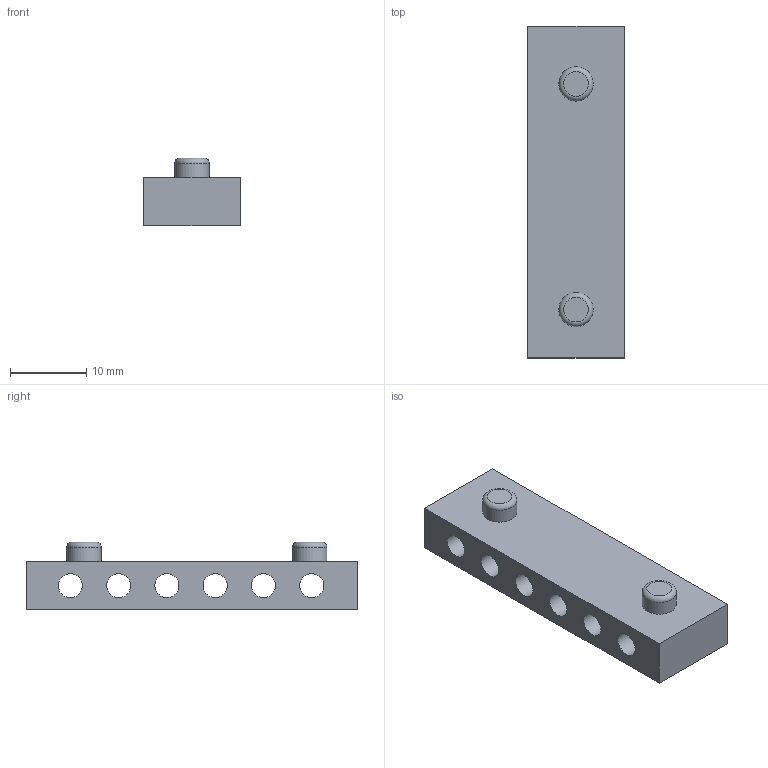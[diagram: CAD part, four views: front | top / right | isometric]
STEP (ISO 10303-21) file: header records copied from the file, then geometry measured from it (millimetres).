
FILE_DESCRIPTION(/* description */ (''),/* implementation_level */ '2;1');
FILE_NAME(/* name */ 'nail_block1.stp',/* time_stamp */ '2017-10-14T10:36:03-04:00',/* author */ ('Mark'),/* organization */ (''),/* preprocessor_version */ 'ST-DEVELOPER v16.1',/* originating_system */ 'Autodesk Inventor 2016',/* authorisation */ '');
FILE_SCHEMA (('AUTOMOTIVE_DESIGN { 1 0 10303 214 3 1 1 }'));
Length unit declared in the file: inch
Products named in the file (1): nail_block1
Bounding box: 12.7 x 43.66 x 8.89 mm (x, y, z)
Volume: 2976.2 mm3; surface area: 2546.1 mm2
Topology: 1 solids, 1 shells, 21 faces, 52 edges, 35 vertices
Faces by surface type: cylinder 8, plane 8, cone 3, torus 2
Full cylindrical faces by diameter (mm): 3.175 x6, 4.508 x2
Entity records: 566 total; most frequent: DIRECTION 98, CARTESIAN_POINT 84, ORIENTED_EDGE 66, EDGE_LOOP 48, AXIS2_PLACEMENT_3D 43, EDGE_CURVE 33, VERTEX_POINT 29, FACE_BOUND 27
